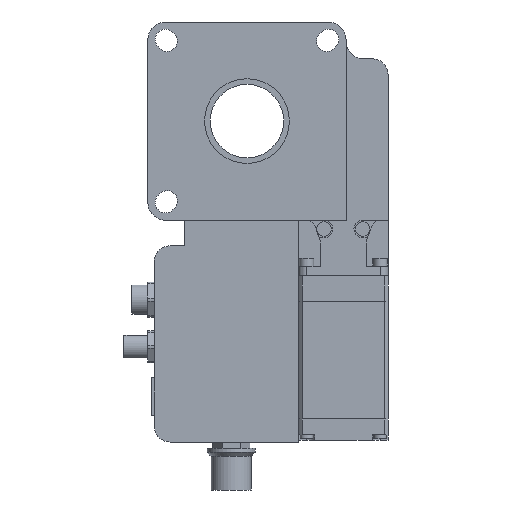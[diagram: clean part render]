
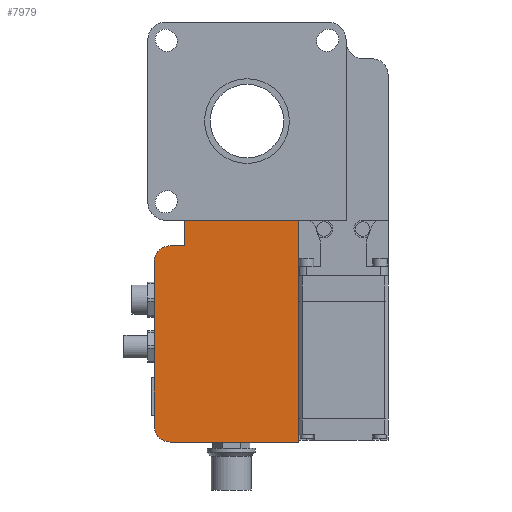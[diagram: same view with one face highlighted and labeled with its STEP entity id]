
A CAD part, front view. The second image highlights one B-rep face of the part: STEP entity #7979.
In plain terms, the highlighted planar face has unit normal (0, -1, 0).
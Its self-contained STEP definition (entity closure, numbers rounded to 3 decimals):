
#172 = VECTOR ( 'NONE', #1819, 1000. ) ;
#512 = VERTEX_POINT ( 'NONE', #10789 ) ;
#717 = ORIENTED_EDGE ( 'NONE', *, *, #3471, .F. ) ;
#921 = ORIENTED_EDGE ( 'NONE', *, *, #9821, .F. ) ;
#945 = CARTESIAN_POINT ( 'NONE',  ( -44., 4., 29. ) ) ;
#1008 = EDGE_LOOP ( 'NONE', ( #9712, #4220, #921, #13894, #717, #7084, #12457, #8459 ) ) ;
#1021 = EDGE_CURVE ( 'NONE', #6983, #2098, #5155, .T. ) ;
#1338 = VERTEX_POINT ( 'NONE', #2349 ) ;
#1754 = CARTESIAN_POINT ( 'NONE',  ( -95.4, 4., 24. ) ) ;
#1789 = DIRECTION ( 'NONE',  ( -1., 0., 0. ) ) ;
#1819 = DIRECTION ( 'NONE',  ( 1., 0., 0. ) ) ;
#1858 = VECTOR ( 'NONE', #8660, 1000. ) ;
#1869 = VECTOR ( 'NONE', #1789, 1000. ) ;
#1932 = CARTESIAN_POINT ( 'NONE',  ( -100.4, 4., -16. ) ) ;
#2026 = CARTESIAN_POINT ( 'NONE',  ( -8.694, 4., 19.5 ) ) ;
#2098 = VERTEX_POINT ( 'NONE', #6936 ) ;
#2147 = CIRCLE ( 'NONE', #6478, 5. ) ;
#2185 = EDGE_CURVE ( 'NONE', #2098, #5728, #4733, .T. ) ;
#2231 = VERTEX_POINT ( 'NONE', #12571 ) ;
#2349 = CARTESIAN_POINT ( 'NONE',  ( -31., 4., 19.5 ) ) ;
#2964 = DIRECTION ( 'NONE',  ( 0., 0., -1. ) ) ;
#3380 = VERTEX_POINT ( 'NONE', #945 ) ;
#3471 = EDGE_CURVE ( 'NONE', #3380, #2231, #2147, .T. ) ;
#3696 = PLANE ( 'NONE',  #3752 ) ;
#3752 = AXIS2_PLACEMENT_3D ( 'NONE', #10194, #13622, #8115 ) ;
#4220 = ORIENTED_EDGE ( 'NONE', *, *, #5551, .F. ) ;
#4733 = LINE ( 'NONE', #4873, #9195 ) ;
#4843 = VERTEX_POINT ( 'NONE', #7546 ) ;
#4873 = CARTESIAN_POINT ( 'NONE',  ( -100.4, 4., 24. ) ) ;
#4966 = VECTOR ( 'NONE', #13806, 1000. ) ;
#5023 = CARTESIAN_POINT ( 'NONE',  ( -100.4, 4., 24. ) ) ;
#5155 = LINE ( 'NONE', #1932, #1869 ) ;
#5381 = LINE ( 'NONE', #12942, #1858 ) ;
#5511 = EDGE_CURVE ( 'NONE', #512, #3380, #13672, .T. ) ;
#5551 = EDGE_CURVE ( 'NONE', #1338, #6983, #12735, .T. ) ;
#5728 = VERTEX_POINT ( 'NONE', #5023 ) ;
#5950 = CARTESIAN_POINT ( 'NONE',  ( -44., 4., 29. ) ) ;
#6108 = DIRECTION ( 'NONE',  ( 0., 1., 0. ) ) ;
#6199 = EDGE_CURVE ( 'NONE', #2231, #4843, #5381, .T. ) ;
#6478 = AXIS2_PLACEMENT_3D ( 'NONE', #9936, #6649, #7714 ) ;
#6649 = DIRECTION ( 'NONE',  ( 0., 1., 0. ) ) ;
#6936 = CARTESIAN_POINT ( 'NONE',  ( -100.4, 4., -16. ) ) ;
#6942 = EDGE_CURVE ( 'NONE', #5728, #512, #9236, .T. ) ;
#6983 = VERTEX_POINT ( 'NONE', #7589 ) ;
#7084 = ORIENTED_EDGE ( 'NONE', *, *, #5511, .F. ) ;
#7311 = DIRECTION ( 'NONE',  ( 0., 0., -1. ) ) ;
#7546 = CARTESIAN_POINT ( 'NONE',  ( -39., 4., 19.5 ) ) ;
#7589 = CARTESIAN_POINT ( 'NONE',  ( -31., 4., -16. ) ) ;
#7714 = DIRECTION ( 'NONE',  ( 0., 0., -1. ) ) ;
#7861 = AXIS2_PLACEMENT_3D ( 'NONE', #1754, #6108, #7311 ) ;
#7979 = ADVANCED_FACE ( 'NONE', ( #10324 ), #3696, .T. ) ;
#8115 = DIRECTION ( 'NONE',  ( 0., 0., -1. ) ) ;
#8459 = ORIENTED_EDGE ( 'NONE', *, *, #2185, .F. ) ;
#8660 = DIRECTION ( 'NONE',  ( 0., 0., -1. ) ) ;
#9195 = VECTOR ( 'NONE', #12222, 1000. ) ;
#9236 = CIRCLE ( 'NONE', #7861, 5. ) ;
#9454 = LINE ( 'NONE', #2026, #172 ) ;
#9712 = ORIENTED_EDGE ( 'NONE', *, *, #1021, .F. ) ;
#9821 = EDGE_CURVE ( 'NONE', #4843, #1338, #9454, .T. ) ;
#9936 = CARTESIAN_POINT ( 'NONE',  ( -44., 4., 24. ) ) ;
#10194 = CARTESIAN_POINT ( 'NONE',  ( -44., 4., 24. ) ) ;
#10324 = FACE_OUTER_BOUND ( 'NONE', #1008, .T. ) ;
#10789 = CARTESIAN_POINT ( 'NONE',  ( -95.4, 4., 29. ) ) ;
#11658 = CARTESIAN_POINT ( 'NONE',  ( -31., 4., -6.58 ) ) ;
#12222 = DIRECTION ( 'NONE',  ( 0., 0., 1. ) ) ;
#12457 = ORIENTED_EDGE ( 'NONE', *, *, #6942, .F. ) ;
#12571 = CARTESIAN_POINT ( 'NONE',  ( -39., 4., 24. ) ) ;
#12735 = LINE ( 'NONE', #11658, #13865 ) ;
#12942 = CARTESIAN_POINT ( 'NONE',  ( -39., 4., -16. ) ) ;
#13622 = DIRECTION ( 'NONE',  ( 0., -1., 0. ) ) ;
#13672 = LINE ( 'NONE', #5950, #4966 ) ;
#13806 = DIRECTION ( 'NONE',  ( 1., 0., 0. ) ) ;
#13865 = VECTOR ( 'NONE', #2964, 1000. ) ;
#13894 = ORIENTED_EDGE ( 'NONE', *, *, #6199, .F. ) ;
